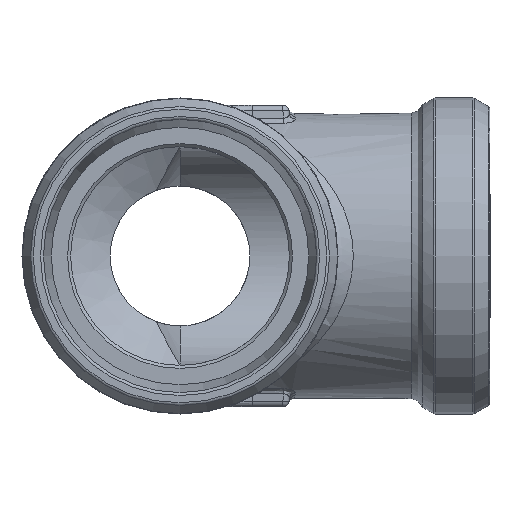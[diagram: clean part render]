
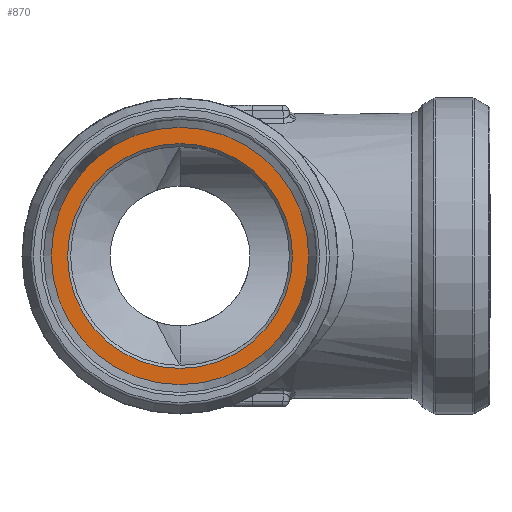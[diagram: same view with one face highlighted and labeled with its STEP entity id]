
A CAD part, left-side view. The second image highlights one B-rep face of the part: STEP entity #870.
In plain terms, the highlighted planar face has unit normal (-1, 0, 0).
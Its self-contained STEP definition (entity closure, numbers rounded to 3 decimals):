
#329=PLANE('',#3579);
#619=FACE_BOUND('',#1295,.T.);
#620=FACE_BOUND('',#1296,.T.);
#870=ADVANCED_FACE('',(#619,#620),#329,.F.);
#1295=EDGE_LOOP('',(#2354));
#1296=EDGE_LOOP('',(#2355));
#2354=ORIENTED_EDGE('',*,*,#3140,.T.);
#2355=ORIENTED_EDGE('',*,*,#3139,.F.);
#2688=VERTEX_POINT('',#7671);
#2689=VERTEX_POINT('',#7674);
#3139=EDGE_CURVE('',#2688,#2688,#3291,.T.);
#3140=EDGE_CURVE('',#2689,#2689,#3292,.T.);
#3291=CIRCLE('',#3576,21.173);
#3292=CIRCLE('',#3578,18.5);
#3576=AXIS2_PLACEMENT_3D('',#7670,#4281,#4282);
#3578=AXIS2_PLACEMENT_3D('',#7673,#4285,#4286);
#3579=AXIS2_PLACEMENT_3D('',#7675,#4287,#4288);
#4281=DIRECTION('',(1.,0.,0.));
#4282=DIRECTION('',(0.,0.,1.));
#4285=DIRECTION('',(1.,0.,0.));
#4286=DIRECTION('',(0.,0.,1.));
#4287=DIRECTION('',(1.,0.,0.));
#4288=DIRECTION('',(0.,0.,-1.));
#7670=CARTESIAN_POINT('',(-40.,0.,0.));
#7671=CARTESIAN_POINT('',(-40.,0.,21.173));
#7673=CARTESIAN_POINT('',(-40.,0.,0.));
#7674=CARTESIAN_POINT('',(-40.,0.,18.5));
#7675=CARTESIAN_POINT('',(-40.,-21.173,0.));
